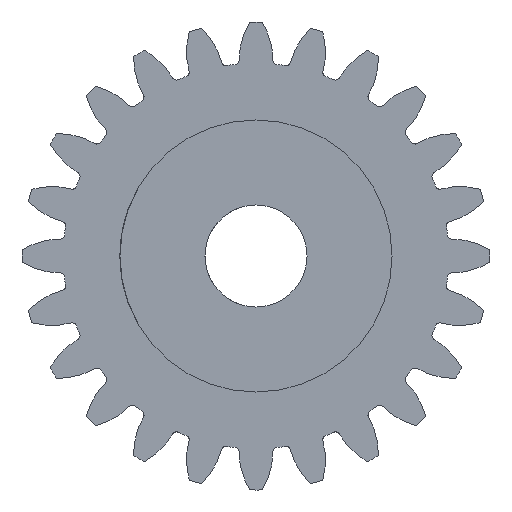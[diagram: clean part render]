
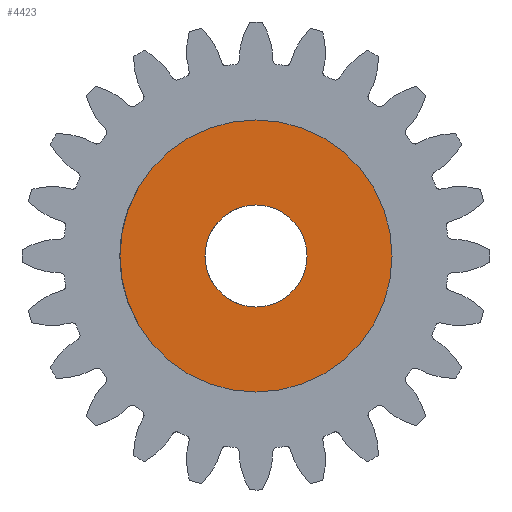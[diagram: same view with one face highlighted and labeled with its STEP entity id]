
A CAD part, left-side view. The second image highlights one B-rep face of the part: STEP entity #4423.
In plain terms, the highlighted planar face has unit normal (-1, 0, 0).
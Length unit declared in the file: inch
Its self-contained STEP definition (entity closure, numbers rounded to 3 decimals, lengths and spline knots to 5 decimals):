
#30 = VERTEX_POINT ( 'NONE', #5658 ) ;
#119 = ORIENTED_EDGE ( 'NONE', *, *, #4560, .T. ) ;
#146 = CARTESIAN_POINT ( 'NONE',  ( -0.4375, 0., 0. ) ) ;
#375 = EDGE_LOOP ( 'NONE', ( #2759, #119 ) ) ;
#570 = AXIS2_PLACEMENT_3D ( 'NONE', #6094, #6129, #2323 ) ;
#801 = DIRECTION ( 'NONE',  ( 0., 0., 1. ) ) ;
#1105 = CARTESIAN_POINT ( 'NONE',  ( -0.4375, 0., 0. ) ) ;
#1407 = CIRCLE ( 'NONE', #2703, 0.15744 ) ;
#1746 = DIRECTION ( 'NONE',  ( 0., 0., 1. ) ) ;
#2041 = CIRCLE ( 'NONE', #6175, 0.05906 ) ;
#2323 = DIRECTION ( 'NONE',  ( 0., 0., 1. ) ) ;
#2585 = VERTEX_POINT ( 'NONE', #3551 ) ;
#2677 = VERTEX_POINT ( 'NONE', #5583 ) ;
#2703 = AXIS2_PLACEMENT_3D ( 'NONE', #6743, #2942, #7375 ) ;
#2759 = ORIENTED_EDGE ( 'NONE', *, *, #3540, .T. ) ;
#2942 = DIRECTION ( 'NONE',  ( -1., 0., 0. ) ) ;
#3343 = VERTEX_POINT ( 'NONE', #6180 ) ;
#3540 = EDGE_CURVE ( 'NONE', #2585, #3343, #5811, .T. ) ;
#3551 = CARTESIAN_POINT ( 'NONE',  ( -0.4375, 0., -0.15744 ) ) ;
#3620 = ORIENTED_EDGE ( 'NONE', *, *, #5920, .F. ) ;
#3802 = DIRECTION ( 'NONE',  ( -1., 0., 0. ) ) ;
#3941 = CIRCLE ( 'NONE', #8222, 0.05906 ) ;
#4088 = EDGE_LOOP ( 'NONE', ( #3620, #5025 ) ) ;
#4200 = PLANE ( 'NONE',  #570 ) ;
#4423 = ADVANCED_FACE ( 'NONE', ( #7096, #5191 ), #4200, .T. ) ;
#4560 = EDGE_CURVE ( 'NONE', #3343, #2585, #1407, .T. ) ;
#4625 = DIRECTION ( 'NONE',  ( -1., 0., 0. ) ) ;
#5025 = ORIENTED_EDGE ( 'NONE', *, *, #6680, .F. ) ;
#5191 = FACE_OUTER_BOUND ( 'NONE', #375, .T. ) ;
#5546 = DIRECTION ( 'NONE',  ( -1., 0., 0. ) ) ;
#5583 = CARTESIAN_POINT ( 'NONE',  ( -0.4375, 0., -0.05906 ) ) ;
#5658 = CARTESIAN_POINT ( 'NONE',  ( -0.4375, 0., 0.05906 ) ) ;
#5751 = AXIS2_PLACEMENT_3D ( 'NONE', #146, #4625, #801 ) ;
#5811 = CIRCLE ( 'NONE', #5751, 0.15744 ) ;
#5920 = EDGE_CURVE ( 'NONE', #30, #2677, #3941, .T. ) ;
#6094 = CARTESIAN_POINT ( 'NONE',  ( -0.4375, 0., 0. ) ) ;
#6129 = DIRECTION ( 'NONE',  ( -1., 0., 0. ) ) ;
#6175 = AXIS2_PLACEMENT_3D ( 'NONE', #1105, #5546, #1746 ) ;
#6180 = CARTESIAN_POINT ( 'NONE',  ( -0.4375, 0., 0.15744 ) ) ;
#6680 = EDGE_CURVE ( 'NONE', #2677, #30, #2041, .T. ) ;
#6743 = CARTESIAN_POINT ( 'NONE',  ( -0.4375, 0., 0. ) ) ;
#7096 = FACE_BOUND ( 'NONE', #4088, .T. ) ;
#7375 = DIRECTION ( 'NONE',  ( 0., 0., 1. ) ) ;
#7615 = CARTESIAN_POINT ( 'NONE',  ( -0.4375, 0., 0. ) ) ;
#8222 = AXIS2_PLACEMENT_3D ( 'NONE', #7615, #3802, #8267 ) ;
#8267 = DIRECTION ( 'NONE',  ( 0., 0., 1. ) ) ;
